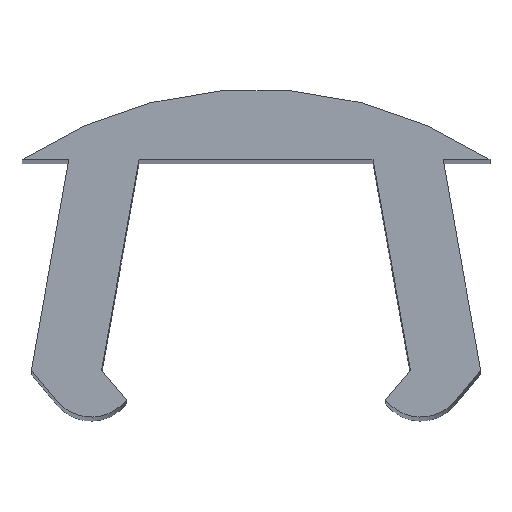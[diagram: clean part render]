
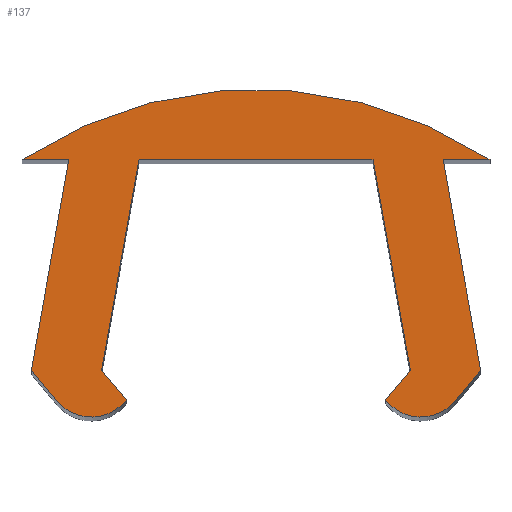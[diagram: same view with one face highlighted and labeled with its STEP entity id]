
A CAD part, top view. The second image highlights one B-rep face of the part: STEP entity #137.
In plain terms, the highlighted planar face has unit normal (0, 0, 1).
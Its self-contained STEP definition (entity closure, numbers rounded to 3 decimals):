
#3 = CARTESIAN_POINT ( 'NONE',  ( -0.837, 1., 50. ) ) ;
#9 = CARTESIAN_POINT ( 'NONE',  ( 8.963, 5.5, 50. ) ) ;
#16 = CARTESIAN_POINT ( 'NONE',  ( -0.263, 0.315, 50. ) ) ;
#17 = CARTESIAN_POINT ( 'NONE',  ( 1.193, 0.367, 50. ) ) ;
#29 = CARTESIAN_POINT ( 'NONE',  ( 8.19, 0.315, 50. ) ) ;
#32 = CARTESIAN_POINT ( 'NONE',  ( 8.763, 1., 50. ) ) ;
#34 = CARTESIAN_POINT ( 'NONE',  ( 7.263, 1., 50. ) ) ;
#39 = DIRECTION ( 'NONE',  ( 1., 0., 0. ) ) ;
#40 = CARTESIAN_POINT ( 'NONE',  ( -0.037, 5.5, 50. ) ) ;
#43 = CARTESIAN_POINT ( 'NONE',  ( 6.463, 5.5, 50. ) ) ;
#48 = CARTESIAN_POINT ( 'NONE',  ( 1.463, 5.5, 50. ) ) ;
#49 = CARTESIAN_POINT ( 'NONE',  ( 7.963, 5.5, 50. ) ) ;
#50 = CARTESIAN_POINT ( 'NONE',  ( 6.734, 0.367, 50. ) ) ;
#51 = CARTESIAN_POINT ( 'NONE',  ( -1.037, 5.5, 50. ) ) ;
#59 = CARTESIAN_POINT ( 'NONE',  ( 0.663, 1., 50. ) ) ;
#65 = CARTESIAN_POINT ( 'NONE',  ( 8.463, 5.5, 50. ) ) ;
#71 = DIRECTION ( 'NONE',  ( 0.642, 0.767, 0. ) ) ;
#72 = CARTESIAN_POINT ( 'NONE',  ( 8.477, 0.657, 50. ) ) ;
#77 = CARTESIAN_POINT ( 'NONE',  ( 0.443, 0.95, 50. ) ) ;
#83 = DIRECTION ( 'NONE',  ( -1., 0., 0. ) ) ;
#84 = CARTESIAN_POINT ( 'NONE',  ( 3.963, 5.5, 50. ) ) ;
#87 = DIRECTION ( 'NONE',  ( -0.175, -0.985, 0. ) ) ;
#88 = CARTESIAN_POINT ( 'NONE',  ( 1.463, 5.5, 50. ) ) ;
#102 = DIRECTION ( 'NONE',  ( -1., 0., 0. ) ) ;
#103 = CARTESIAN_POINT ( 'NONE',  ( 3.963, 5.5, 50. ) ) ;
#109 = DIRECTION ( 'NONE',  ( -0.642, 0.767, 0. ) ) ;
#110 = DIRECTION ( 'NONE',  ( -0.175, 0.985, 0. ) ) ;
#111 = CARTESIAN_POINT ( 'NONE',  ( 7.263, 1., 50. ) ) ;
#112 = DIRECTION ( 'NONE',  ( 1., 0., 0. ) ) ;
#113 = CARTESIAN_POINT ( 'NONE',  ( 7.963, 5.5, 50. ) ) ;
#114 = CARTESIAN_POINT ( 'NONE',  ( 0.928, 0.683, 50. ) ) ;
#115 = DIRECTION ( 'NONE',  ( 0.175, -0.985, 0. ) ) ;
#116 = DIRECTION ( 'NONE',  ( -0.175, -0.985, 0. ) ) ;
#117 = CARTESIAN_POINT ( 'NONE',  ( -0.437, 3.25, 50. ) ) ;
#118 = DIRECTION ( 'NONE',  ( -0.642, 0.767, 0. ) ) ;
#119 = CARTESIAN_POINT ( 'NONE',  ( -0.263, 0.315, 50. ) ) ;
#120 = DIRECTION ( 'NONE',  ( 1., 0., 0. ) ) ;
#121 = DIRECTION ( 'NONE',  ( 0., 0., -1. ) ) ;
#137 = ADVANCED_FACE ( 'NONE', ( #473 ), #543, .F. ) ;
#143 = EDGE_CURVE ( 'NONE', #185, #228, #240, .T. ) ;
#146 = EDGE_CURVE ( 'NONE', #228, #191, #444, .T. ) ;
#150 = EDGE_CURVE ( 'NONE', #229, #200, #421, .T. ) ;
#151 = EDGE_CURVE ( 'NONE', #222, #188, #424, .T. ) ;
#153 = EDGE_CURVE ( 'NONE', #185, #214, #410, .T. ) ;
#159 = EDGE_CURVE ( 'NONE', #199, #198, #264, .T. ) ;
#160 = EDGE_CURVE ( 'NONE', #198, #210, #263, .T. ) ;
#161 = EDGE_CURVE ( 'NONE', #213, #210, #269, .T. ) ;
#162 = EDGE_CURVE ( 'NONE', #199, #221, #272, .T. ) ;
#164 = EDGE_CURVE ( 'NONE', #213, #229, #338, .T. ) ;
#168 = EDGE_CURVE ( 'NONE', #220, #221, #330, .T. ) ;
#169 = EDGE_CURVE ( 'NONE', #214, #220, #326, .T. ) ;
#174 = EDGE_CURVE ( 'NONE', #191, #188, #283, .T. ) ;
#177 = EDGE_CURVE ( 'NONE', #222, #200, #318, .T. ) ;
#185 = VERTEX_POINT ( 'NONE', #34 ) ;
#188 = VERTEX_POINT ( 'NONE', #32 ) ;
#191 = VERTEX_POINT ( 'NONE', #29 ) ;
#198 = VERTEX_POINT ( 'NONE', #16 ) ;
#199 = VERTEX_POINT ( 'NONE', #17 ) ;
#200 = VERTEX_POINT ( 'NONE', #9 ) ;
#210 = VERTEX_POINT ( 'NONE', #3 ) ;
#213 = VERTEX_POINT ( 'NONE', #40 ) ;
#214 = VERTEX_POINT ( 'NONE', #43 ) ;
#220 = VERTEX_POINT ( 'NONE', #48 ) ;
#221 = VERTEX_POINT ( 'NONE', #59 ) ;
#222 = VERTEX_POINT ( 'NONE', #49 ) ;
#228 = VERTEX_POINT ( 'NONE', #50 ) ;
#229 = VERTEX_POINT ( 'NONE', #51 ) ;
#240 = LINE ( 'NONE', #565, #461 ) ;
#245 = VECTOR ( 'NONE', #110, 1000. ) ;
#263 = LINE ( 'NONE', #119, #265 ) ;
#264 = CIRCLE ( 'NONE', #512, 0.95 ) ;
#265 = VECTOR ( 'NONE', #118, 1000. ) ;
#268 = VECTOR ( 'NONE', #116, 1000. ) ;
#269 = LINE ( 'NONE', #117, #268 ) ;
#271 = VECTOR ( 'NONE', #109, 1000. ) ;
#272 = LINE ( 'NONE', #114, #271 ) ;
#283 = LINE ( 'NONE', #72, #284 ) ;
#284 = VECTOR ( 'NONE', #71, 1000. ) ;
#317 = VECTOR ( 'NONE', #39, 1000. ) ;
#318 = LINE ( 'NONE', #65, #317 ) ;
#326 = LINE ( 'NONE', #84, #327 ) ;
#327 = VECTOR ( 'NONE', #83, 1000. ) ;
#330 = LINE ( 'NONE', #88, #331 ) ;
#331 = VECTOR ( 'NONE', #87, 1000. ) ;
#336 = VECTOR ( 'NONE', #102, 1000. ) ;
#338 = LINE ( 'NONE', #103, #336 ) ;
#397 = EDGE_LOOP ( 'NONE', ( #429, #427, #426, #423, #425, #422, #420, #419, #409, #411, #408, #412, #414, #416 ) ) ;
#408 = ORIENTED_EDGE ( 'NONE', *, *, #164, .F. ) ;
#409 = ORIENTED_EDGE ( 'NONE', *, *, #177, .T. ) ;
#410 = LINE ( 'NONE', #111, #245 ) ;
#411 = ORIENTED_EDGE ( 'NONE', *, *, #150, .F. ) ;
#412 = ORIENTED_EDGE ( 'NONE', *, *, #161, .T. ) ;
#414 = ORIENTED_EDGE ( 'NONE', *, *, #160, .F. ) ;
#416 = ORIENTED_EDGE ( 'NONE', *, *, #159, .F. ) ;
#418 = VECTOR ( 'NONE', #115, 1000. ) ;
#419 = ORIENTED_EDGE ( 'NONE', *, *, #151, .F. ) ;
#420 = ORIENTED_EDGE ( 'NONE', *, *, #174, .T. ) ;
#421 = CIRCLE ( 'NONE', #513, 9.083 ) ;
#422 = ORIENTED_EDGE ( 'NONE', *, *, #146, .T. ) ;
#423 = ORIENTED_EDGE ( 'NONE', *, *, #153, .F. ) ;
#424 = LINE ( 'NONE', #113, #418 ) ;
#425 = ORIENTED_EDGE ( 'NONE', *, *, #143, .T. ) ;
#426 = ORIENTED_EDGE ( 'NONE', *, *, #169, .F. ) ;
#427 = ORIENTED_EDGE ( 'NONE', *, *, #168, .F. ) ;
#429 = ORIENTED_EDGE ( 'NONE', *, *, #162, .T. ) ;
#444 = CIRCLE ( 'NONE', #511, 0.95 ) ;
#461 = VECTOR ( 'NONE', #567, 1000. ) ;
#473 = FACE_OUTER_BOUND ( 'NONE', #397, .T. ) ;
#501 = AXIS2_PLACEMENT_3D ( 'NONE', #544, #546, #545 ) ;
#511 = AXIS2_PLACEMENT_3D ( 'NONE', #525, #566, #564 ) ;
#512 = AXIS2_PLACEMENT_3D ( 'NONE', #77, #121, #120 ) ;
#513 = AXIS2_PLACEMENT_3D ( 'NONE', #524, #523, #112 ) ;
#523 = DIRECTION ( 'NONE',  ( 0., 0., -1. ) ) ;
#524 = CARTESIAN_POINT ( 'NONE',  ( 3.963, -2.083, 50. ) ) ;
#525 = CARTESIAN_POINT ( 'NONE',  ( 7.484, 0.95, 50. ) ) ;
#543 = PLANE ( 'NONE',  #501 ) ;
#544 = CARTESIAN_POINT ( 'NONE',  ( 9.023, -0.042, 50. ) ) ;
#545 = DIRECTION ( 'NONE',  ( -1., 0., 0. ) ) ;
#546 = DIRECTION ( 'NONE',  ( 0., 0., -1. ) ) ;
#564 = DIRECTION ( 'NONE',  ( 1., 0., 0. ) ) ;
#565 = CARTESIAN_POINT ( 'NONE',  ( 6.998, 0.683, 50. ) ) ;
#566 = DIRECTION ( 'NONE',  ( 0., 0., 1. ) ) ;
#567 = DIRECTION ( 'NONE',  ( -0.642, -0.767, 0. ) ) ;
